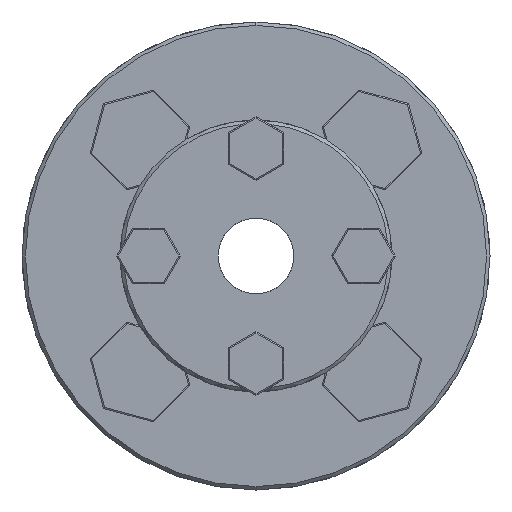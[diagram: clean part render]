
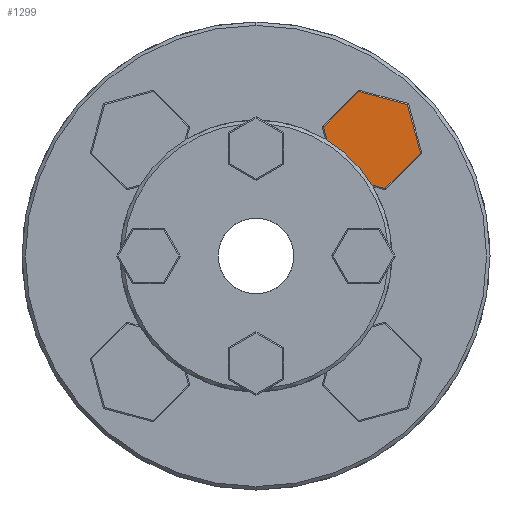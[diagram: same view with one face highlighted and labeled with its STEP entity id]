
A CAD part, left-side view. The second image highlights one B-rep face of the part: STEP entity #1299.
In plain terms, the highlighted planar face has unit normal (-1, 0, 0).
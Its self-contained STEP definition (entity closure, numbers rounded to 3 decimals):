
#1299 = ADVANCED_FACE ( 'NONE', ( #15002 ), #14217, .T. ) ;
#2012 = VERTEX_POINT ( 'NONE', #20059 ) ;
#2013 = VERTEX_POINT ( 'NONE', #20060 ) ;
#2015 = VERTEX_POINT ( 'NONE', #20062 ) ;
#2018 = VERTEX_POINT ( 'NONE', #20065 ) ;
#2019 = VERTEX_POINT ( 'NONE', #20066 ) ;
#2020 = VERTEX_POINT ( 'NONE', #20067 ) ;
#3117 = EDGE_CURVE ( 'NONE', #2013, #2012, #22612, .T. ) ;
#3121 = EDGE_CURVE ( 'NONE', #2015, #2013, #22610, .T. ) ;
#3128 = EDGE_CURVE ( 'NONE', #2012, #2018, #22619, .T. ) ;
#3131 = EDGE_CURVE ( 'NONE', #2020, #2015, #22628, .T. ) ;
#3132 = EDGE_CURVE ( 'NONE', #2019, #2020, #22630, .T. ) ;
#3133 = EDGE_CURVE ( 'NONE', #2018, #2019, #22632, .T. ) ;
#3931 = ORIENTED_EDGE ( 'NONE', *, *, #3132, .T. ) ;
#3932 = ORIENTED_EDGE ( 'NONE', *, *, #3131, .T. ) ;
#3933 = ORIENTED_EDGE ( 'NONE', *, *, #3121, .T. ) ;
#3934 = ORIENTED_EDGE ( 'NONE', *, *, #3117, .T. ) ;
#3935 = ORIENTED_EDGE ( 'NONE', *, *, #3128, .T. ) ;
#3936 = ORIENTED_EDGE ( 'NONE', *, *, #3133, .T. ) ;
#6665 = EDGE_LOOP ( 'NONE', ( #3931, #3932, #3933, #3934, #3935, #3936 ) ) ;
#7212 = AXIS2_PLACEMENT_3D ( 'NONE', #14213, #14220, #14221 ) ;
#14213 = CARTESIAN_POINT ( 'NONE',  ( -30., -9.6, 18.793 ) ) ;
#14217 = PLANE ( 'NONE',  #7212 ) ;
#14220 = DIRECTION ( 'NONE',  ( -1., 0., 0. ) ) ;
#14221 = DIRECTION ( 'NONE',  ( 0., -1., 0. ) ) ;
#15002 = FACE_OUTER_BOUND ( 'NONE', #6665, .T. ) ;
#20059 = CARTESIAN_POINT ( 'NONE',  ( -30., -14.967, 23.877 ) ) ;
#20060 = CARTESIAN_POINT ( 'NONE',  ( -30., -21.994, 21.994 ) ) ;
#20062 = CARTESIAN_POINT ( 'NONE',  ( -30., -23.877, 14.967 ) ) ;
#20065 = CARTESIAN_POINT ( 'NONE',  ( -30., -9.824, 18.733 ) ) ;
#20066 = CARTESIAN_POINT ( 'NONE',  ( -30., -11.706, 11.706 ) ) ;
#20067 = CARTESIAN_POINT ( 'NONE',  ( -30., -18.733, 9.824 ) ) ;
#21917 = CARTESIAN_POINT ( 'NONE',  ( -30., -14.856, 23.907 ) ) ;
#21919 = DIRECTION ( 'NONE',  ( 0., 0.966, 0.259 ) ) ;
#21933 = CARTESIAN_POINT ( 'NONE',  ( -30., -21.964, 22.106 ) ) ;
#21934 = DIRECTION ( 'NONE',  ( 0., 0.259, 0.966 ) ) ;
#21952 = CARTESIAN_POINT ( 'NONE',  ( -30., -9.742, 18.651 ) ) ;
#21953 = DIRECTION ( 'NONE',  ( 0., 0.707, -0.707 ) ) ;
#21958 = CARTESIAN_POINT ( 'NONE',  ( -30., -23.959, 15.049 ) ) ;
#21959 = DIRECTION ( 'NONE',  ( 0., -0.707, 0.707 ) ) ;
#21960 = CARTESIAN_POINT ( 'NONE',  ( -30., -18.845, 9.794 ) ) ;
#21961 = DIRECTION ( 'NONE',  ( 0., -0.966, -0.259 ) ) ;
#21962 = CARTESIAN_POINT ( 'NONE',  ( -30., -11.736, 11.595 ) ) ;
#21963 = DIRECTION ( 'NONE',  ( 0., -0.259, -0.966 ) ) ;
#22610 = LINE ( 'NONE', #21933, #22615 ) ;
#22611 = VECTOR ( 'NONE', #21919, 1000. ) ;
#22612 = LINE ( 'NONE', #21917, #22611 ) ;
#22615 = VECTOR ( 'NONE', #21934, 1000. ) ;
#22618 = VECTOR ( 'NONE', #21953, 1000. ) ;
#22619 = LINE ( 'NONE', #21952, #22618 ) ;
#22628 = LINE ( 'NONE', #21958, #22629 ) ;
#22629 = VECTOR ( 'NONE', #21959, 1000. ) ;
#22630 = LINE ( 'NONE', #21960, #22631 ) ;
#22631 = VECTOR ( 'NONE', #21961, 1000. ) ;
#22632 = LINE ( 'NONE', #21962, #22633 ) ;
#22633 = VECTOR ( 'NONE', #21963, 1000. ) ;
